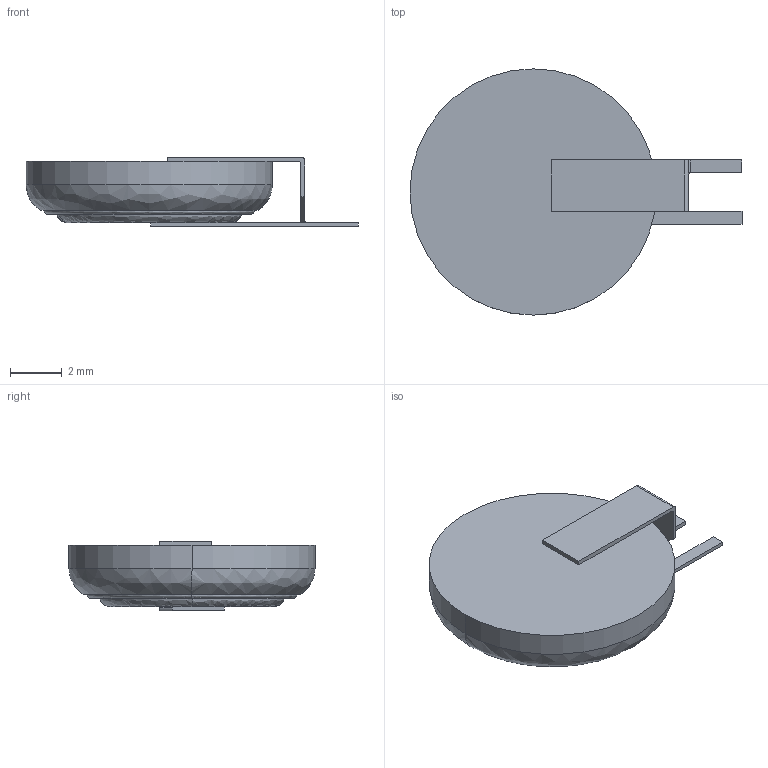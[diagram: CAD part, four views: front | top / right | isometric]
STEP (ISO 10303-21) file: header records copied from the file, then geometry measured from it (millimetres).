
FILE_DESCRIPTION (( 'STEP AP214' ), '1' );
FILE_NAME ('User Library-MS920T-FL27E.STEP', '2021-02-07T08:44:38', ( '' ), ( '' ), 'SwSTEP 2.0', 'SolidWorks 2020', '' );
FILE_SCHEMA (( 'AUTOMOTIVE_DESIGN' ));
Length unit declared in the file: millimetre
Products named in the file (6): Part_7366_4; Part_7366_2; Part_7366_3; Part_7366_5; User Library-MS920T-FL27E; Part_7366
Assembly tree (5 placements, depth 2):
  User Library-MS920T-FL27E
    Part_7366
    Part_7366_2
    Part_7366_3
    Part_7366_4
    Part_7366_5
Bounding box: 12.8 x 9.5 x 2.7 mm (x, y, z)
Volume: 156.6 mm3; surface area: 438.6 mm2
Topology: 5 solids, 5 shells, 40 faces, 85 edges, 55 vertices
Faces by surface type: plane 26, cylinder 8, bspline 6
Entity records: 1822 total; most frequent: CARTESIAN_POINT 293, DIRECTION 189, ORIENTED_EDGE 170, EDGE_CURVE 85, AXIS2_PLACEMENT_3D 67, UNCERTAINTY_MEASURE_WITH_UNIT 56, VERTEX_POINT 55, LINE 55
